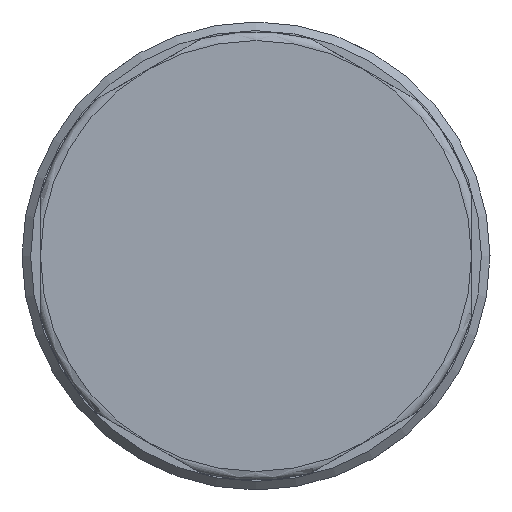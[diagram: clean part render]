
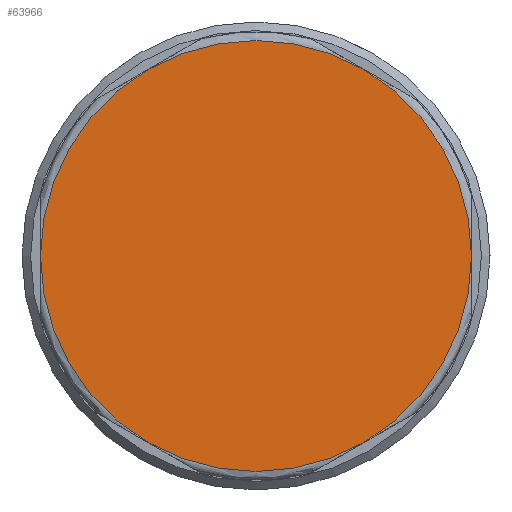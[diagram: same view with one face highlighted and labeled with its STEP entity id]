
A CAD part, left-side view. The second image highlights one B-rep face of the part: STEP entity #63966.
In plain terms, the highlighted planar face has unit normal (-1, 0, 0).
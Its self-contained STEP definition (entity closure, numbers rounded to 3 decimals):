
#63905=CARTESIAN_POINT('',(0.0,10.688,0.0));
#63906=DIRECTION('',(-1.0,0.0,0.0));
#63907=DIRECTION('',(0.0,0.0,1.0));
#63908=AXIS2_PLACEMENT_3D('',#63905,#63906,#63907);
#63909=PLANE('',#63908);
#63910=CARTESIAN_POINT('',(0.0,12.5,0.0));
#63911=VERTEX_POINT('',#63910);
#63912=CARTESIAN_POINT('',(0.0,6.25,10.825));
#63913=VERTEX_POINT('',#63912);
#63914=CARTESIAN_POINT('',(0.0,0.0,0.0));
#63915=DIRECTION('',(1.0,0.0,0.0));
#63916=DIRECTION('',(0.0,-1.0,0.0));
#63917=AXIS2_PLACEMENT_3D('',#63914,#63915,#63916);
#63918=CIRCLE('',#63917,12.5);
#63919=EDGE_CURVE('',#63911,#63913,#63918,.T.);
#63920=ORIENTED_EDGE('',*,*,#63919,.F.);
#63921=CARTESIAN_POINT('',(0.0,6.25,-10.825));
#63922=VERTEX_POINT('',#63921);
#63923=CARTESIAN_POINT('',(0.0,0.0,0.0));
#63924=DIRECTION('',(1.0,0.0,0.0));
#63925=DIRECTION('',(0.0,-1.0,0.0));
#63926=AXIS2_PLACEMENT_3D('',#63923,#63924,#63925);
#63927=CIRCLE('',#63926,12.5);
#63928=EDGE_CURVE('',#63922,#63911,#63927,.T.);
#63929=ORIENTED_EDGE('',*,*,#63928,.F.);
#63930=CARTESIAN_POINT('',(0.0,-6.25,-10.825));
#63931=VERTEX_POINT('',#63930);
#63932=CARTESIAN_POINT('',(0.0,0.0,0.0));
#63933=DIRECTION('',(1.0,0.0,0.0));
#63934=DIRECTION('',(0.0,-1.0,0.0));
#63935=AXIS2_PLACEMENT_3D('',#63932,#63933,#63934);
#63936=CIRCLE('',#63935,12.5);
#63937=EDGE_CURVE('',#63931,#63922,#63936,.T.);
#63938=ORIENTED_EDGE('',*,*,#63937,.F.);
#63939=CARTESIAN_POINT('',(0.0,-12.5,0.));
#63940=VERTEX_POINT('',#63939);
#63941=CARTESIAN_POINT('',(0.0,0.0,0.0));
#63942=DIRECTION('',(1.0,0.0,0.0));
#63943=DIRECTION('',(0.0,-1.0,0.0));
#63944=AXIS2_PLACEMENT_3D('',#63941,#63942,#63943);
#63945=CIRCLE('',#63944,12.5);
#63946=EDGE_CURVE('',#63940,#63931,#63945,.T.);
#63947=ORIENTED_EDGE('',*,*,#63946,.F.);
#63948=CARTESIAN_POINT('',(0.0,-6.25,10.825));
#63949=VERTEX_POINT('',#63948);
#63950=CARTESIAN_POINT('',(0.0,0.0,0.0));
#63951=DIRECTION('',(1.0,0.0,0.0));
#63952=DIRECTION('',(0.0,-1.0,0.0));
#63953=AXIS2_PLACEMENT_3D('',#63950,#63951,#63952);
#63954=CIRCLE('',#63953,12.5);
#63955=EDGE_CURVE('',#63949,#63940,#63954,.T.);
#63956=ORIENTED_EDGE('',*,*,#63955,.F.);
#63957=CARTESIAN_POINT('',(0.0,0.0,0.0));
#63958=DIRECTION('',(1.0,0.0,0.0));
#63959=DIRECTION('',(0.0,-1.0,0.0));
#63960=AXIS2_PLACEMENT_3D('',#63957,#63958,#63959);
#63961=CIRCLE('',#63960,12.5);
#63962=EDGE_CURVE('',#63913,#63949,#63961,.T.);
#63963=ORIENTED_EDGE('',*,*,#63962,.F.);
#63964=EDGE_LOOP('',(#63920,#63929,#63938,#63947,#63956,#63963));
#63965=FACE_OUTER_BOUND('',#63964,.T.);
#63966=ADVANCED_FACE('',(#63965),#63909,.T.);
